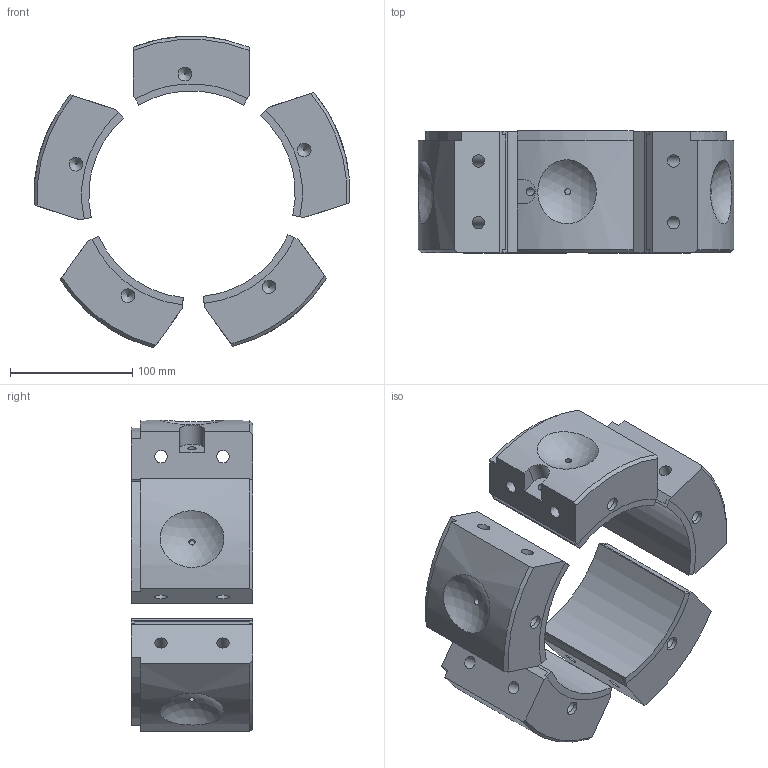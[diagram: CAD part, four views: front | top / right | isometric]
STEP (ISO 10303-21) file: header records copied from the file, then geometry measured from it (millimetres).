
FILE_DESCRIPTION(/* description */ (''),/* implementation_level */ '2;1');
FILE_NAME(/* name */ 'RTD+NORMAL PAD STEP_stp.prt.stp',/* time_stamp */ '2024-01-30T10:34:30+05:00',/* author */ (''),/* organization */ (''),/* preprocessor_version */ 'ST-DEVELOPER v16.7',/* originating_system */ 'SIEMENS PLM Software NX 12.0',/* authorisation */ '');
FILE_SCHEMA (('AUTOMOTIVE_DESIGN { 1 0 10303 214 3 1 1 1 }'));
Length unit declared in the file: millimetre
Products named in the file (1): RTD+NORMAL PAD STEP_stp
Bounding box: 258.51 x 99.7 x 255.46 mm (x, y, z)
Volume: 2006909.4 mm3; surface area: 318146 mm2
Topology: 10 solids, 10 shells, 187 faces, 458 edges, 312 vertices
Faces by surface type: plane 74, cylinder 72, cone 26, revolution 10, sphere 5
Full cylindrical faces by diameter (mm): 5 x5, 6.9 x1, 10.2 x10, 11.2 x10
Entity records: 5456 total; most frequent: CARTESIAN_POINT 1073, DIRECTION 916, ORIENTED_EDGE 790, EDGE_CURVE 395, AXIS2_PLACEMENT_3D 339, VERTEX_POINT 286, EDGE_LOOP 265, LINE 228
